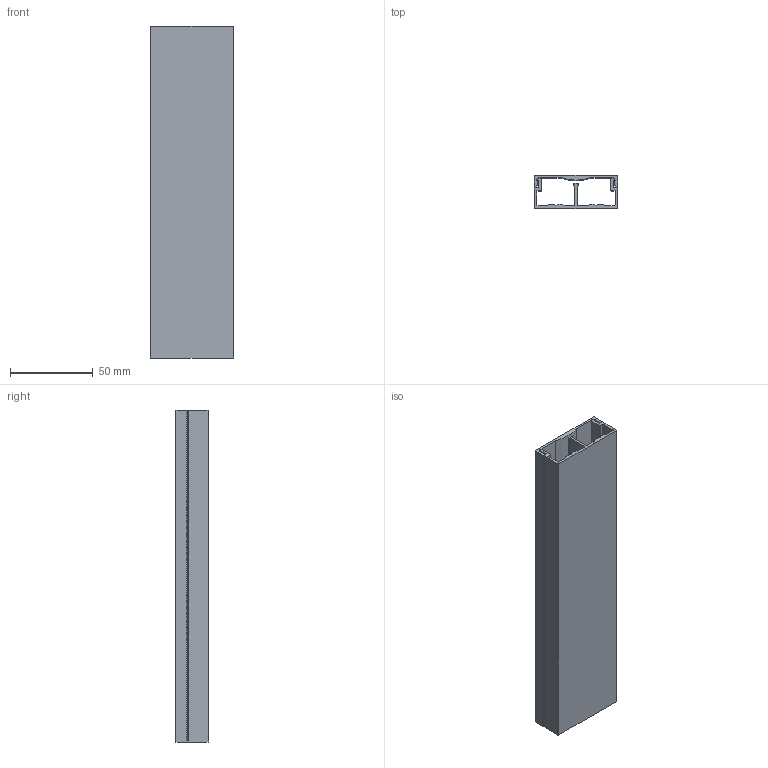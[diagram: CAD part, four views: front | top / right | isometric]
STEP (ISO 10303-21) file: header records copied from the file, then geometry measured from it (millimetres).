
FILE_DESCRIPTION (( 'STEP AP214' ), '1' );
FILE_NAME ('FF2 50x20.STEP', '2025-07-16T09:52:10', ( '' ), ( '' ), 'SwSTEP 2.0', 'SolidWorks 2021', '' );
FILE_SCHEMA (( 'AUTOMOTIVE_DESIGN' ));
Length unit declared in the file: millimetre
Products named in the file (3): 署赅 赅磬豚 FF2 50x20; ﾊ瑙琿 FF2 50x20; FF2 50x20
Assembly tree (2 placements, depth 2):
  FF2 50x20
    ﾊ瑙琿 FF2 50x20
    署赅 赅磬豚 FF2 50x20
Bounding box: 50 x 19.9 x 200 mm (x, y, z)
Volume: 57213.7 mm3; surface area: 67889.4 mm2
Topology: 2 solids, 2 shells, 94 faces, 270 edges, 180 vertices
Faces by surface type: plane 53, cylinder 41
Entity records: 3206 total; most frequent: DIRECTION 550, CARTESIAN_POINT 549, ORIENTED_EDGE 540, EDGE_CURVE 270, VECTOR 188, LINE 188, AXIS2_PLACEMENT_3D 181, VERTEX_POINT 180
